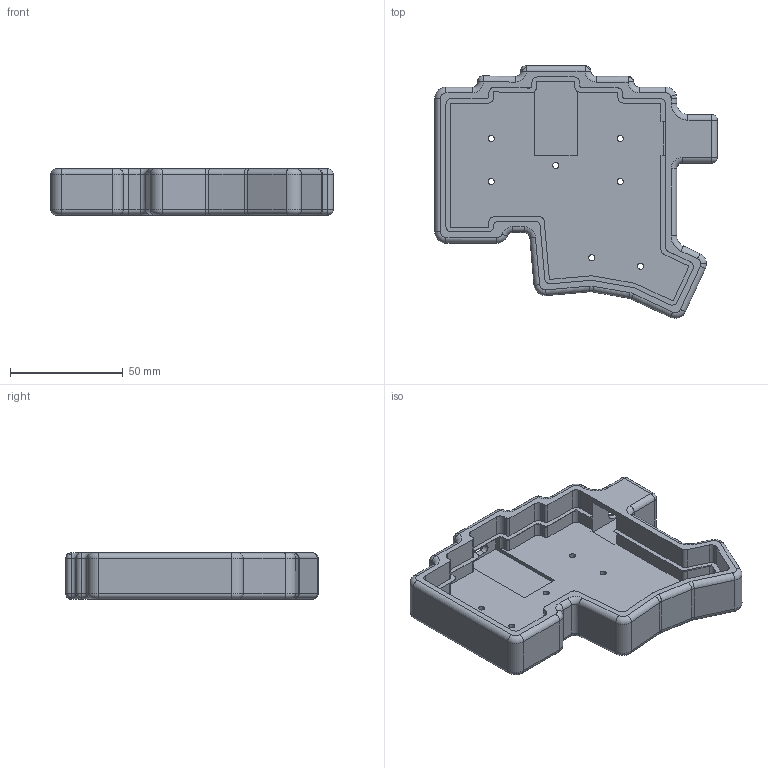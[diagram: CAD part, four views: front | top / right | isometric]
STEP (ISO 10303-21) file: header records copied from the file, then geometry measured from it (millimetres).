
FILE_DESCRIPTION(('HOOPS Exchange Step'),'2;1');
FILE_NAME('temp_export','2023-08-10T21:11:30+06:-30',('ankitbhankharia'),('Shapr3D Limited'),'HOOPS Exchange 2023.1','Shapr3D','Authorized');
FILE_SCHEMA( ('AUTOMOTIVE_DESIGN { 1 0 10303 214 1 1 1 1 }') );
Length unit declared in the file: millimetre
Products named in the file (1): root
Bounding box: 125.25 x 111.93 x 20.6 mm (x, y, z)
Volume: 68000.4 mm3; surface area: 38294.5 mm2
Topology: 1 solids, 1 shells, 334 faces, 880 edges, 536 vertices
Faces by surface type: cylinder 131, plane 113, torus 43, cone 27, bspline 16, sphere 4
Full cylindrical faces by diameter (mm): 2.7 x7, 6.5 x1
Entity records: 12673 total; most frequent: CARTESIAN_POINT 4405, DIRECTION 1762, ORIENTED_EDGE 1736, EDGE_CURVE 868, AXIS2_PLACEMENT_3D 664, VERTEX_POINT 536, VECTOR 434, LINE 434
